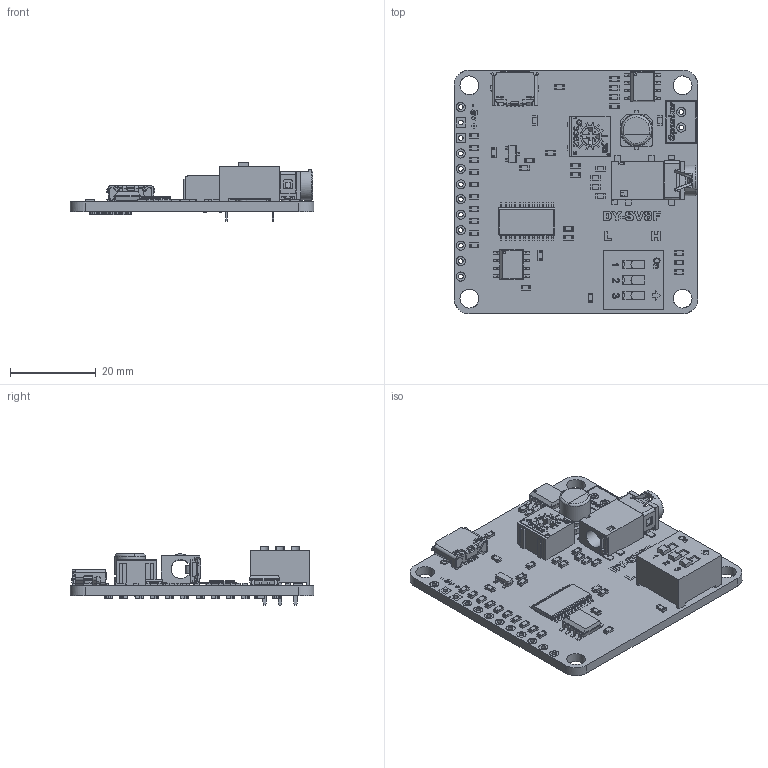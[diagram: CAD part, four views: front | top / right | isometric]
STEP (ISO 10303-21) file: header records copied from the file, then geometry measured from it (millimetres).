
FILE_DESCRIPTION(('FreeCAD Model'),'2;1');
FILE_NAME('Open CASCADE Shape Model','2025-05-02T18:52:52',('FreeCAD'),( 'FreeCAD'),'Open CASCADE STEP processor 7.6','FreeCAD','Unknown');
FILE_SCHEMA(('AUTOMOTIVE_DESIGN { 1 0 10303 214 1 1 1 1 }'));
Products named in the file (1): Open CASCADE STEP translator 7.6 1
Bounding box: 56.94 x 56.94 x 13.77 mm (x, y, z)
Volume: 10723.3 mm3; surface area: 12355 mm2
Topology: 214 solids, 218 shells, 4748 faces, 12402 edges, 8124 vertices
Faces by surface type: bspline 4748
Entity records: 142862 total; most frequent: CARTESIAN_POINT 68029, ORIENTED_EDGE 24792, EDGE_CURVE 12396, B_SPLINE_CURVE_WITH_KNOTS 10612, VERTEX_POINT 8124, FACE_BOUND 4930, EDGE_LOOP 4930, ADVANCED_FACE 4748
